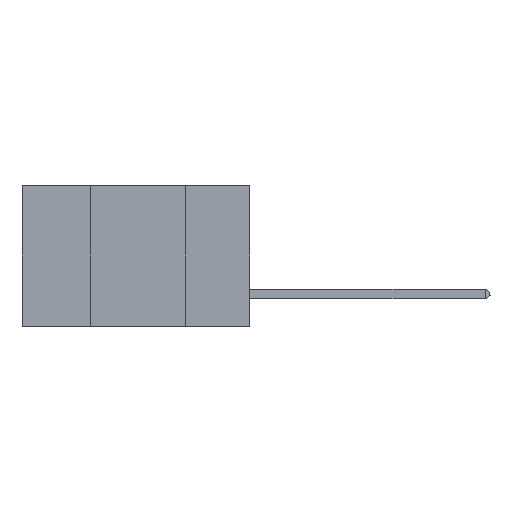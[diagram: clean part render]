
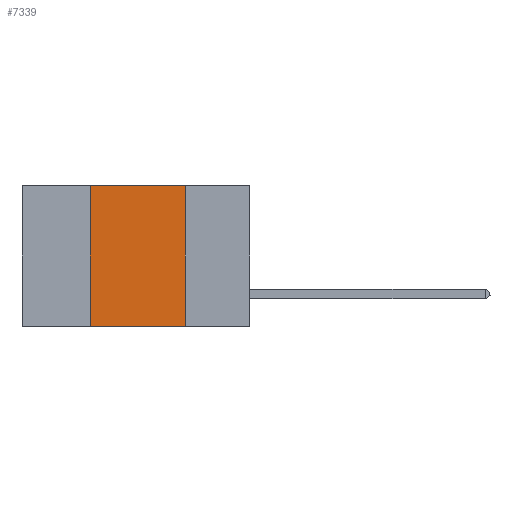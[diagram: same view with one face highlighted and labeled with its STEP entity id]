
A CAD part, left-side view. The second image highlights one B-rep face of the part: STEP entity #7339.
In plain terms, the highlighted planar face has unit normal (-1, 0, 0).
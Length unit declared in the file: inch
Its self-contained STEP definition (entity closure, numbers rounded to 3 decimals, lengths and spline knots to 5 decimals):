
#88 = EDGE_CURVE ( 'NONE', #45465, #16308, #36637, .T. ) ;
#1893 = EDGE_CURVE ( 'NONE', #6001, #21254, #41427, .T. ) ;
#2639 = CARTESIAN_POINT ( 'NONE',  ( 0., 0.42, 0. ) ) ;
#2643 = DIRECTION ( 'NONE',  ( 0., -1., 0. ) ) ;
#4106 = DIRECTION ( 'NONE',  ( 0., -1., 0. ) ) ;
#6001 = VERTEX_POINT ( 'NONE', #2639 ) ;
#6066 = CARTESIAN_POINT ( 'NONE',  ( 0., 0.6, -0.37 ) ) ;
#6219 = DIRECTION ( 'NONE',  ( 0., 0., -1. ) ) ;
#7339 = ADVANCED_FACE ( 'NONE', ( #32335 ), #25393, .F. ) ;
#13466 = ORIENTED_EDGE ( 'NONE', *, *, #1893, .F. ) ;
#14215 = DIRECTION ( 'NONE',  ( 0., 0., -1. ) ) ;
#15378 = EDGE_LOOP ( 'NONE', ( #22896, #13466, #42466, #32416 ) ) ;
#16308 = VERTEX_POINT ( 'NONE', #41265 ) ;
#16496 = EDGE_CURVE ( 'NONE', #21254, #16308, #23103, .T. ) ;
#20730 = CARTESIAN_POINT ( 'NONE',  ( 0., 0.17, 0. ) ) ;
#21216 = CARTESIAN_POINT ( 'NONE',  ( 0., 0.6, 0. ) ) ;
#21254 = VERTEX_POINT ( 'NONE', #41874 ) ;
#22896 = ORIENTED_EDGE ( 'NONE', *, *, #16496, .F. ) ;
#23062 = AXIS2_PLACEMENT_3D ( 'NONE', #21216, #25091, #14215 ) ;
#23103 = LINE ( 'NONE', #20730, #34822 ) ;
#24214 = DIRECTION ( 'NONE',  ( 0., 0., 1. ) ) ;
#25091 = DIRECTION ( 'NONE',  ( 1., 0., 0. ) ) ;
#25393 = PLANE ( 'NONE',  #23062 ) ;
#28768 = CARTESIAN_POINT ( 'NONE',  ( 0., 0.6, 0. ) ) ;
#30060 = VECTOR ( 'NONE', #24214, 39.37008 ) ;
#31970 = VECTOR ( 'NONE', #4106, 39.37008 ) ;
#32335 = FACE_OUTER_BOUND ( 'NONE', #15378, .T. ) ;
#32416 = ORIENTED_EDGE ( 'NONE', *, *, #88, .T. ) ;
#34822 = VECTOR ( 'NONE', #6219, 39.37008 ) ;
#36637 = LINE ( 'NONE', #6066, #41583 ) ;
#38140 = CARTESIAN_POINT ( 'NONE',  ( 0., 0.42, -0.37 ) ) ;
#38432 = LINE ( 'NONE', #45062, #30060 ) ;
#41265 = CARTESIAN_POINT ( 'NONE',  ( 0., 0.17, -0.37 ) ) ;
#41427 = LINE ( 'NONE', #28768, #31970 ) ;
#41583 = VECTOR ( 'NONE', #2643, 39.37008 ) ;
#41874 = CARTESIAN_POINT ( 'NONE',  ( 0., 0.17, 0. ) ) ;
#42466 = ORIENTED_EDGE ( 'NONE', *, *, #43026, .F. ) ;
#43026 = EDGE_CURVE ( 'NONE', #45465, #6001, #38432, .T. ) ;
#45062 = CARTESIAN_POINT ( 'NONE',  ( 0., 0.42, 0. ) ) ;
#45465 = VERTEX_POINT ( 'NONE', #38140 ) ;
